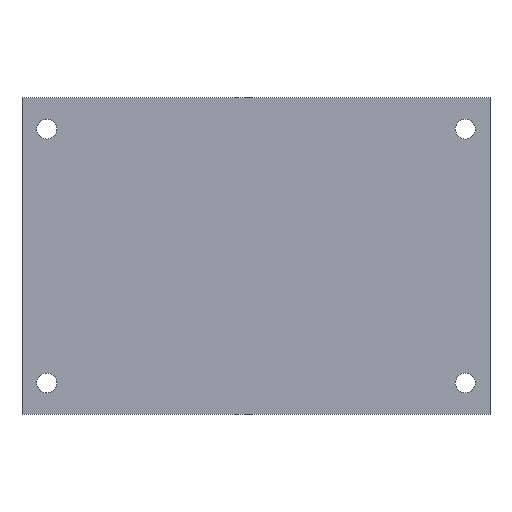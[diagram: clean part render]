
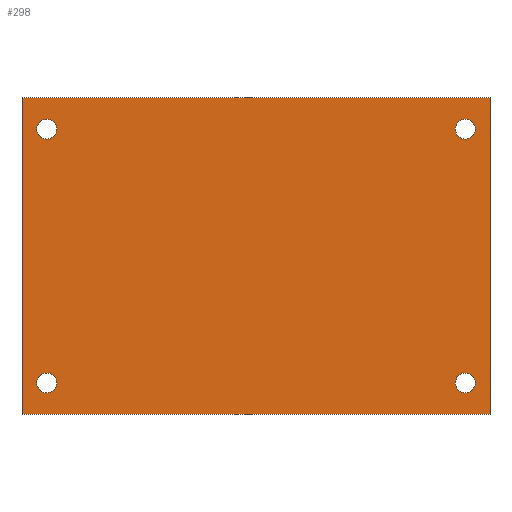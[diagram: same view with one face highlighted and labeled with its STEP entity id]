
A CAD part, front view. The second image highlights one B-rep face of the part: STEP entity #298.
In plain terms, the highlighted planar face has unit normal (0, -1, 0).
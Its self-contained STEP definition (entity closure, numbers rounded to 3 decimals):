
#23=FACE_BOUND('',#81,.T.);
#24=FACE_BOUND('',#82,.T.);
#25=FACE_BOUND('',#83,.T.);
#26=FACE_BOUND('',#84,.T.);
#36=PLANE('',#346);
#54=FACE_OUTER_BOUND('',#80,.T.);
#80=EDGE_LOOP('',(#265,#266,#267,#268));
#81=EDGE_LOOP('',(#269));
#82=EDGE_LOOP('',(#270));
#83=EDGE_LOOP('',(#271));
#84=EDGE_LOOP('',(#272));
#93=LINE('',#493,#113);
#99=LINE('',#504,#119);
#102=LINE('',#511,#122);
#104=LINE('',#514,#124);
#113=VECTOR('',#415,10.);
#119=VECTOR('',#423,10.);
#122=VECTOR('',#430,10.);
#124=VECTOR('',#434,10.);
#125=CIRCLE('',#314,1.5);
#127=CIRCLE('',#317,1.5);
#129=CIRCLE('',#320,1.5);
#131=CIRCLE('',#323,1.5);
#141=VERTEX_POINT('',#439);
#143=VERTEX_POINT('',#445);
#145=VERTEX_POINT('',#451);
#147=VERTEX_POINT('',#457);
#157=VERTEX_POINT('',#491);
#158=VERTEX_POINT('',#492);
#162=VERTEX_POINT('',#502);
#164=VERTEX_POINT('',#510);
#165=EDGE_CURVE('',#141,#141,#125,.T.);
#168=EDGE_CURVE('',#143,#143,#127,.T.);
#171=EDGE_CURVE('',#145,#145,#129,.T.);
#174=EDGE_CURVE('',#147,#147,#131,.T.);
#189=EDGE_CURVE('',#157,#158,#93,.T.);
#195=EDGE_CURVE('',#162,#158,#99,.T.);
#198=EDGE_CURVE('',#162,#164,#102,.T.);
#200=EDGE_CURVE('',#157,#164,#104,.T.);
#265=ORIENTED_EDGE('',*,*,#189,.T.);
#266=ORIENTED_EDGE('',*,*,#195,.F.);
#267=ORIENTED_EDGE('',*,*,#198,.T.);
#268=ORIENTED_EDGE('',*,*,#200,.F.);
#269=ORIENTED_EDGE('',*,*,#165,.T.);
#270=ORIENTED_EDGE('',*,*,#168,.T.);
#271=ORIENTED_EDGE('',*,*,#171,.T.);
#272=ORIENTED_EDGE('',*,*,#174,.T.);
#298=ADVANCED_FACE('',(#54,#23,#24,#25,#26),#36,.F.);
#314=AXIS2_PLACEMENT_3D('',#440,#351,#352);
#317=AXIS2_PLACEMENT_3D('',#446,#358,#359);
#320=AXIS2_PLACEMENT_3D('',#452,#365,#366);
#323=AXIS2_PLACEMENT_3D('',#458,#372,#373);
#346=AXIS2_PLACEMENT_3D('',#515,#435,#436);
#351=DIRECTION('center_axis',(0.,1.,0.));
#352=DIRECTION('ref_axis',(1.,0.,0.));
#358=DIRECTION('center_axis',(0.,1.,0.));
#359=DIRECTION('ref_axis',(1.,0.,0.));
#365=DIRECTION('center_axis',(0.,1.,0.));
#366=DIRECTION('ref_axis',(1.,0.,0.));
#372=DIRECTION('center_axis',(0.,1.,0.));
#373=DIRECTION('ref_axis',(1.,0.,0.));
#415=DIRECTION('',(0.,0.,1.));
#423=DIRECTION('',(1.,0.,0.));
#430=DIRECTION('',(0.,0.,-1.));
#434=DIRECTION('',(-1.,0.,0.));
#435=DIRECTION('center_axis',(0.,1.,0.));
#436=DIRECTION('ref_axis',(-1.,0.,0.));
#439=CARTESIAN_POINT('',(-17.419,-28.425,7.25));
#440=CARTESIAN_POINT('Origin',(-15.919,-28.425,7.25));
#445=CARTESIAN_POINT('',(46.081,-28.425,7.25));
#446=CARTESIAN_POINT('Origin',(47.581,-28.425,7.25));
#451=CARTESIAN_POINT('',(-17.419,-28.425,-31.25));
#452=CARTESIAN_POINT('Origin',(-15.919,-28.425,-31.25));
#457=CARTESIAN_POINT('',(46.081,-28.425,-31.25));
#458=CARTESIAN_POINT('Origin',(47.581,-28.425,-31.25));
#491=CARTESIAN_POINT('',(51.326,-28.425,-35.993));
#492=CARTESIAN_POINT('',(51.326,-28.425,12.));
#493=CARTESIAN_POINT('',(51.326,-28.425,0.));
#502=CARTESIAN_POINT('',(-19.669,-28.425,12.));
#504=CARTESIAN_POINT('',(-20.669,-28.425,12.));
#510=CARTESIAN_POINT('',(-19.669,-28.425,-35.993));
#511=CARTESIAN_POINT('',(-19.669,-28.425,-23.997));
#514=CARTESIAN_POINT('',(52.326,-28.425,-35.993));
#515=CARTESIAN_POINT('Origin',(15.829,-28.425,-12.));
